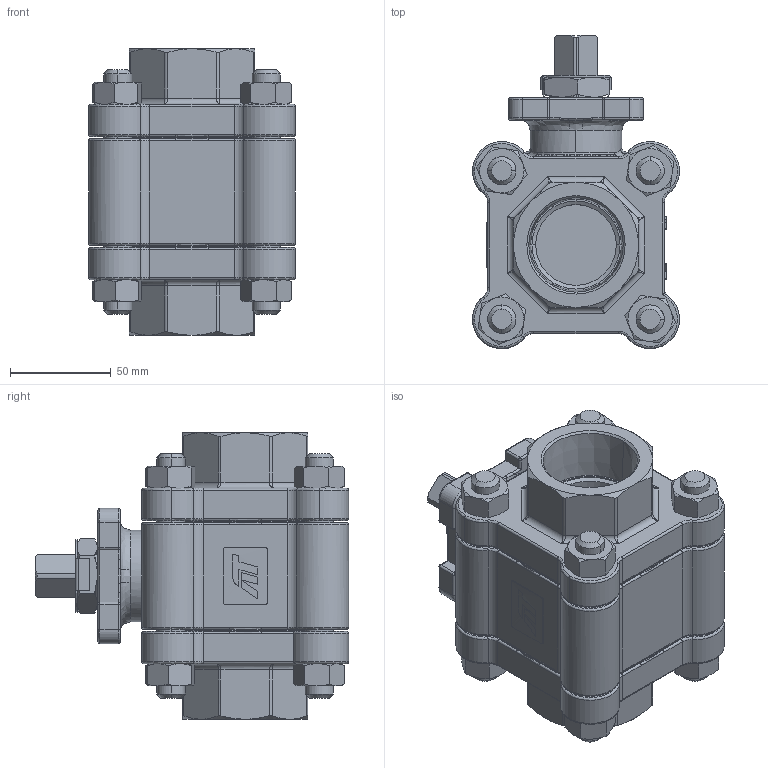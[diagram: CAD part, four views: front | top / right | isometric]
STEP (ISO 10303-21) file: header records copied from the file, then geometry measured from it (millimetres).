
FILE_DESCRIPTION (( 'STEP AP214' ), '1' );
FILE_NAME ('FMX-TH-0150-XXX BARE STEM.step', '2019-11-19T15:45:52', ( '' ), ( '' ), 'SwSTEP 2.0', 'SolidWorks 2019', '' );
FILE_SCHEMA (( 'AUTOMOTIVE_DESIGN' ));
Products named in the file (2): FMX-TH-0150-XXX BARE STEM
Bounding box: 102.54 x 155.25 x 142 mm (x, y, z)
Surface area: 137217.6 mm2 (no closed solid volume)
Topology: 0 solids, 26 shells, 1075 faces, 2786 edges, 1742 vertices
Faces by surface type: plane 393, bspline 323, cylinder 240, cone 119
Entity records: 57399 total; most frequent: CARTESIAN_POINT 34018, ORIENTED_EDGE 5162, DIRECTION 3973, EDGE_CURVE 2751, VERTEX_POINT 1739, AXIS2_PLACEMENT_3D 1363, LINE 1247, VECTOR 1247
